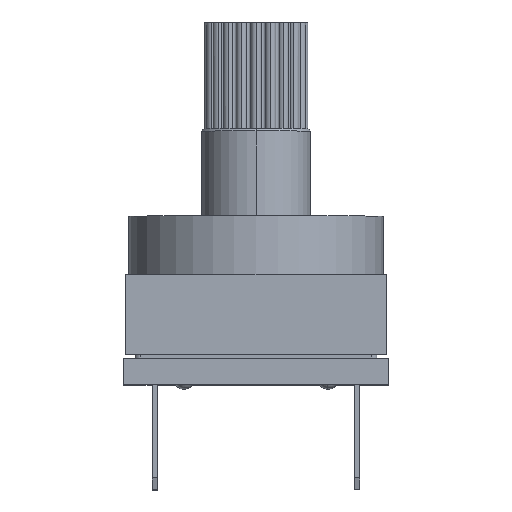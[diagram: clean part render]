
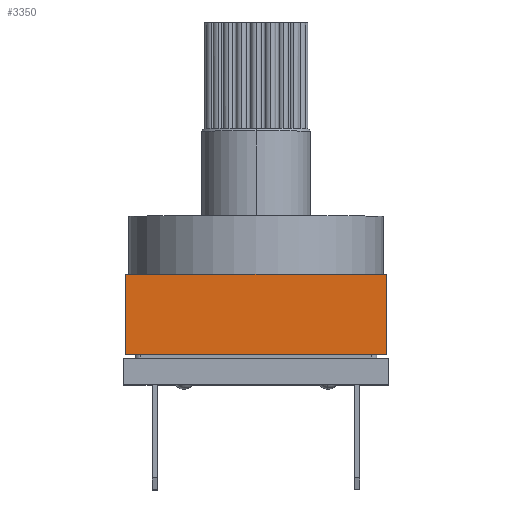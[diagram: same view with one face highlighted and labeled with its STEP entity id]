
A CAD part, top view. The second image highlights one B-rep face of the part: STEP entity #3350.
In plain terms, the highlighted planar face has unit normal (0, 0, 1).
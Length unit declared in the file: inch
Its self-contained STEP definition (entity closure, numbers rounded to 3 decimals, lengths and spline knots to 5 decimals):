
#782 = DIRECTION ( 'NONE',  ( 1., 0., 0. ) ) ;
#1408 = VERTEX_POINT ( 'NONE', #18819 ) ;
#1516 = VECTOR ( 'NONE', #7163, 39.37008 ) ;
#1979 = DIRECTION ( 'NONE',  ( -1., 0., 0. ) ) ;
#2304 = ORIENTED_EDGE ( 'NONE', *, *, #6700, .T. ) ;
#3226 = VERTEX_POINT ( 'NONE', #4328 ) ;
#3350 = ADVANCED_FACE ( 'NONE', ( #19851 ), #10057, .T. ) ;
#4328 = CARTESIAN_POINT ( 'NONE',  ( 0.07287, 0.29165, 0.37121 ) ) ;
#4482 = VERTEX_POINT ( 'NONE', #11797 ) ;
#4799 = LINE ( 'NONE', #13011, #8236 ) ;
#4899 = LINE ( 'NONE', #4999, #6471 ) ;
#4906 = EDGE_CURVE ( 'NONE', #16754, #4482, #17685, .T. ) ;
#4917 = ORIENTED_EDGE ( 'NONE', *, *, #17576, .T. ) ;
#4999 = CARTESIAN_POINT ( 'NONE',  ( 0.45673, 0.40976, 0.37121 ) ) ;
#6471 = VECTOR ( 'NONE', #1979, 39.37008 ) ;
#6700 = EDGE_CURVE ( 'NONE', #1408, #3226, #4799, .T. ) ;
#6917 = ORIENTED_EDGE ( 'NONE', *, *, #15654, .T. ) ;
#6942 = ORIENTED_EDGE ( 'NONE', *, *, #4906, .F. ) ;
#7163 = DIRECTION ( 'NONE',  ( 1., 0., 0. ) ) ;
#8236 = VECTOR ( 'NONE', #19276, 39.37008 ) ;
#10057 = PLANE ( 'NONE',  #14296 ) ;
#11797 = CARTESIAN_POINT ( 'NONE',  ( 0.45869, 0.29165, 0.37121 ) ) ;
#13011 = CARTESIAN_POINT ( 'NONE',  ( 0.07287, -0.2526, 0.37121 ) ) ;
#13509 = VECTOR ( 'NONE', #20511, 39.37008 ) ;
#14296 = AXIS2_PLACEMENT_3D ( 'NONE', #15044, #15152, #782 ) ;
#14600 = EDGE_LOOP ( 'NONE', ( #6917, #2304, #4917, #6942 ) ) ;
#15044 = CARTESIAN_POINT ( 'NONE',  ( 0.45673, -0.2526, 0.37121 ) ) ;
#15152 = DIRECTION ( 'NONE',  ( 0., 0., 1. ) ) ;
#15654 = EDGE_CURVE ( 'NONE', #16754, #1408, #4899, .T. ) ;
#16639 = LINE ( 'NONE', #19662, #1516 ) ;
#16754 = VERTEX_POINT ( 'NONE', #18103 ) ;
#17478 = CARTESIAN_POINT ( 'NONE',  ( 0.45869, 0.40976, 0.37121 ) ) ;
#17576 = EDGE_CURVE ( 'NONE', #3226, #4482, #16639, .T. ) ;
#17685 = LINE ( 'NONE', #17478, #13509 ) ;
#18103 = CARTESIAN_POINT ( 'NONE',  ( 0.45869, 0.40976, 0.37121 ) ) ;
#18819 = CARTESIAN_POINT ( 'NONE',  ( 0.07287, 0.40976, 0.37121 ) ) ;
#19276 = DIRECTION ( 'NONE',  ( 0., -1., 0. ) ) ;
#19662 = CARTESIAN_POINT ( 'NONE',  ( 0.26578, 0.29165, 0.37121 ) ) ;
#19851 = FACE_OUTER_BOUND ( 'NONE', #14600, .T. ) ;
#20511 = DIRECTION ( 'NONE',  ( 0., -1., 0. ) ) ;
